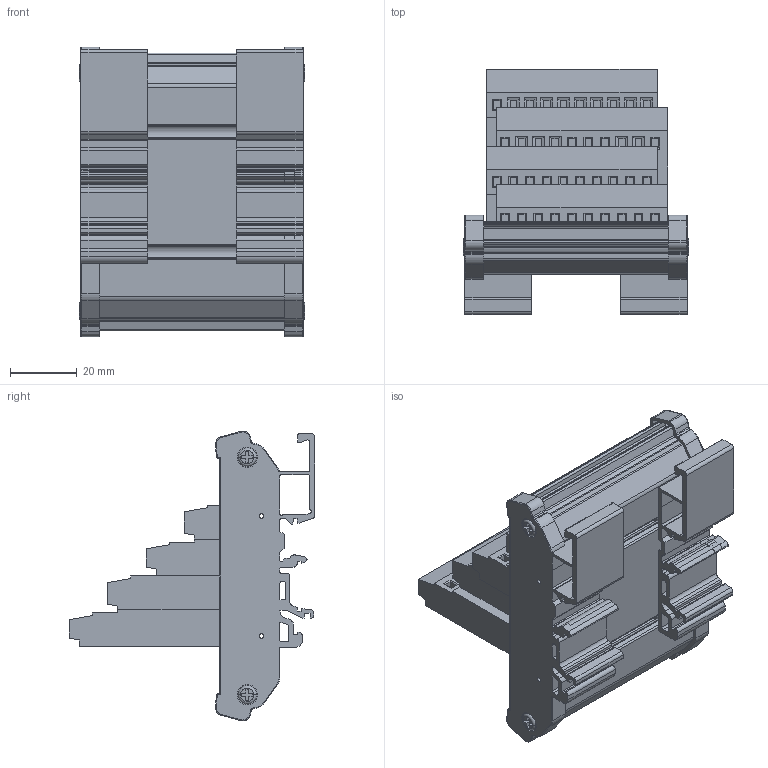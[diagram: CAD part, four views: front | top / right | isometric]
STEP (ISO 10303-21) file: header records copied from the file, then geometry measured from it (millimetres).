
FILE_DESCRIPTION (( 'STEP AP214' ), '1' );
FILE_NAME ('ZL-RTB-COM.STEP', '2016-09-22T14:17:01', ( '' ), ( '' ), 'SwSTEP 2.0', 'SolidWorks 2016', '' );
FILE_SCHEMA (( 'AUTOMOTIVE_DESIGN' ));
Length unit declared in the file: millimetre
Products named in the file (1): ZL-RTB-COM
Bounding box: 67.5 x 73.54 x 86.83 mm (x, y, z)
Volume: 104816.3 mm3; surface area: 72497.4 mm2
Topology: 10 solids, 11 shells, 2339 faces, 6142 edges, 4004 vertices
Faces by surface type: plane 1608, cylinder 606, bspline 69, torus 40, cone 16
Entity records: 101398 total; most frequent: CARTESIAN_POINT 16743, ORIENTED_EDGE 12268, DIRECTION 12011, EDGE_CURVE 6134, LINE 4509, VECTOR 4509, VERTEX_POINT 4004, AXIS2_PLACEMENT_3D 3751
